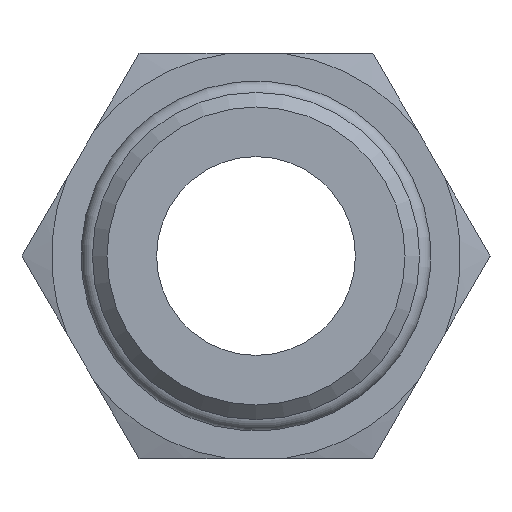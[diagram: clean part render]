
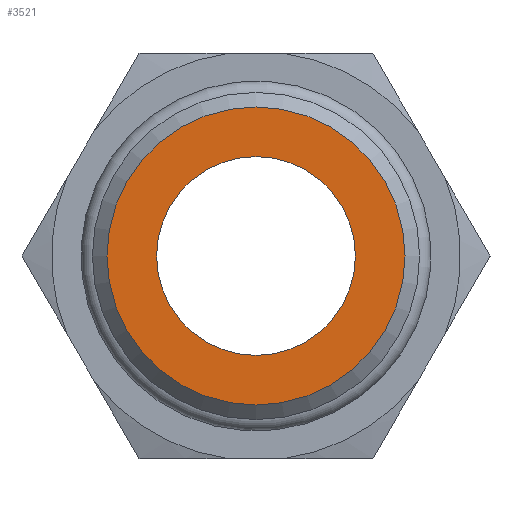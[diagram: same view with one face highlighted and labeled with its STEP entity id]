
A CAD part, left-side view. The second image highlights one B-rep face of the part: STEP entity #3521.
In plain terms, the highlighted planar face has unit normal (-1, 0, 0).
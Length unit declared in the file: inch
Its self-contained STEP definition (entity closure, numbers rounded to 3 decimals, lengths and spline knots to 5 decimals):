
#3186=CARTESIAN_POINT('',(-0.595,-0.3985,0.));
#3187=VERTEX_POINT('',#3186);
#3188=CARTESIAN_POINT('',(-0.595,0.,0.));
#3189=DIRECTION('',(1.0,0.0,0.0));
#3190=DIRECTION('',(0.0,1.0,0.0));
#3191=AXIS2_PLACEMENT_3D('',#3188,#3189,#3190);
#3192=CIRCLE('',#3191,0.3985);
#3193=EDGE_CURVE('',#3187,#3187,#3192,.T.);
#3495=CARTESIAN_POINT('',(-0.595,0.,0.5975));
#3496=VERTEX_POINT('',#3495);
#3497=CARTESIAN_POINT('',(-0.595,0.,0.));
#3498=DIRECTION('',(1.0,0.0,0.0));
#3499=DIRECTION('',(0.0,0.0,-1.0));
#3500=AXIS2_PLACEMENT_3D('',#3497,#3498,#3499);
#3501=CIRCLE('',#3500,0.5975);
#3502=EDGE_CURVE('',#3496,#3496,#3501,.T.);
#3510=CARTESIAN_POINT('',(-0.595,0.,0.));
#3511=DIRECTION('',(1.0,0.0,0.0));
#3512=DIRECTION('',(0.0,0.0,-1.0));
#3513=AXIS2_PLACEMENT_3D('',#3510,#3511,#3512);
#3514=PLANE('',#3513);
#3515=ORIENTED_EDGE('',*,*,#3502,.F.);
#3516=EDGE_LOOP('',(#3515));
#3517=FACE_OUTER_BOUND('',#3516,.T.);
#3518=ORIENTED_EDGE('',*,*,#3193,.T.);
#3519=EDGE_LOOP('',(#3518));
#3520=FACE_BOUND('',#3519,.T.);
#3521=ADVANCED_FACE('',(#3517,#3520),#3514,.F.);
